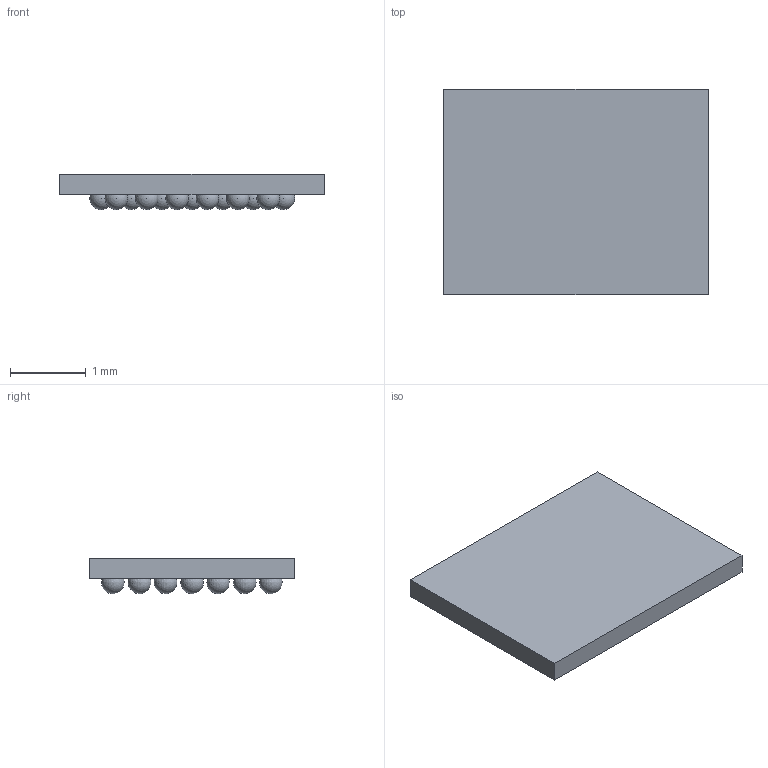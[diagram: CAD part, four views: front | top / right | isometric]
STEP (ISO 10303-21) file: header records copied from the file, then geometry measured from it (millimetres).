
FILE_DESCRIPTION(/* description */ (''),/* implementation_level */ '2;1');
FILE_NAME(/* name */ 'WLCSP-45_3.481x2.699mm_P0.4mm_Stagger v6.step',/* time_stamp */ '2019-06-23T16:06:54-07:00',/* author */ (''),/* organization */ (''),/* preprocessor_version */ 'ST-DEVELOPER v18',/* originating_system */ 'Autodesk Translation Framework v8.2.0.1029',/* authorisation */ '');
FILE_SCHEMA (('AUTOMOTIVE_DESIGN { 1 0 10303 214 3 1 1 }'));
Length unit declared in the file: millimetre
Products named in the file (2): WLCSP-45_3.481x2.699mm_P0.4mm_Stagger; All
Assembly tree (1 placements, depth 2):
  WLCSP-45_3.481x2.699mm_P0.4mm_Stagger
    All
Bounding box: 3.48 x 2.7 x 0.47 mm (x, y, z)
Volume: 3.2 mm3; surface area: 34.8 mm2
Topology: 46 solids, 46 shells, 51 faces, 147 edges, 98 vertices
Faces by surface type: sphere 45, plane 6
Entity records: 1244 total; most frequent: DIRECTION 210, CARTESIAN_POINT 209, ORIENTED_EDGE 114, AXIS2_PLACEMENT_3D 99, VERTEX_POINT 98, EDGE_CURVE 57, FACE_OUTER_BOUND 51, EDGE_LOOP 51
